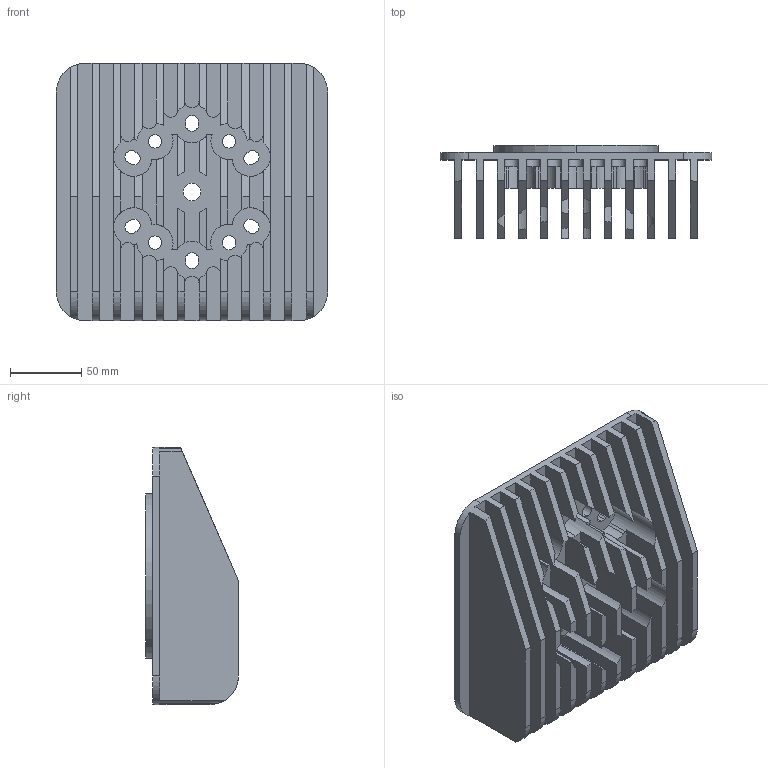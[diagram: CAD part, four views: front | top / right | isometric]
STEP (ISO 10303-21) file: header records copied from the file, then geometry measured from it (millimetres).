
FILE_DESCRIPTION (( 'STEP AP203' ), '1' );
FILE_NAME ('nouvelle culasse.STEP', '2021-04-20T14:31:08', ( '' ), ( '' ), 'SwSTEP 2.0', 'SolidWorks 2018', '' );
FILE_SCHEMA (( 'CONFIG_CONTROL_DESIGN' ));
Length unit declared in the file: millimetre
Products named in the file (1): nouvelle culasse
Bounding box: 190 x 65 x 180 mm (x, y, z)
Volume: 659884.1 mm3; surface area: 238561.6 mm2
Topology: 1 solids, 1 shells, 257 faces, 760 edges, 506 vertices
Faces by surface type: plane 145, cylinder 106, bspline 2, cone 2, torus 2
Entity records: 8791 total; most frequent: CARTESIAN_POINT 1636, ORIENTED_EDGE 1520, DIRECTION 1486, EDGE_CURVE 760, VERTEX_POINT 506, VECTOR 498, LINE 498, AXIS2_PLACEMENT_3D 494
